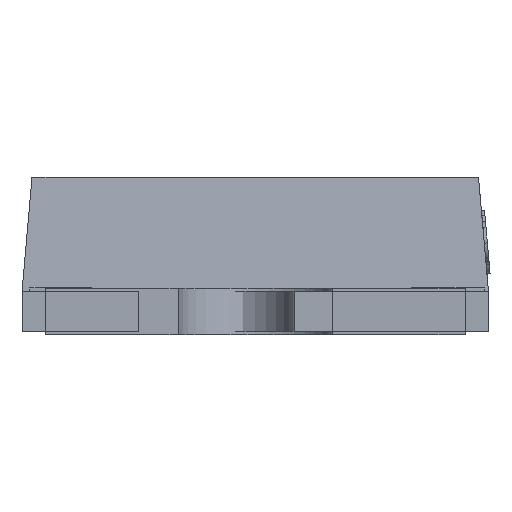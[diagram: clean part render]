
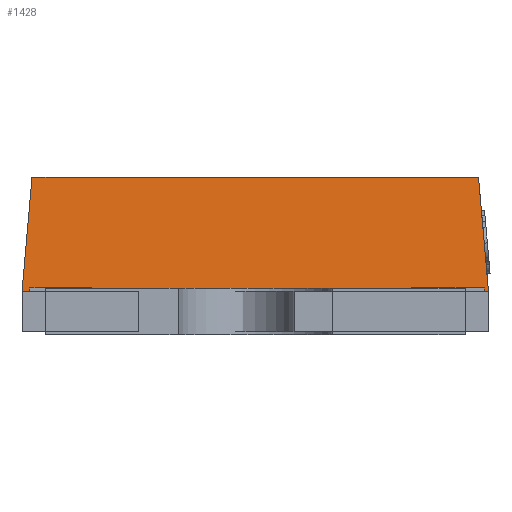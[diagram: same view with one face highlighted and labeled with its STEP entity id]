
A CAD part, left-side view. The second image highlights one B-rep face of the part: STEP entity #1428.
In plain terms, the highlighted planar face has unit normal (-0.996, 0, 0.087).
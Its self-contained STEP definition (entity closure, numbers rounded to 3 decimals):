
#422 = LINE ( 'NONE', #672, #14841 ) ;
#672 = CARTESIAN_POINT ( 'NONE',  ( -0.776, -0.75, 0.13 ) ) ;
#676 = EDGE_LOOP ( 'NONE', ( #4976, #5245, #7393, #15586 ) ) ;
#853 = CARTESIAN_POINT ( 'NONE',  ( -0.744, 0.75, 0.497 ) ) ;
#1428 = ADVANCED_FACE ( 'NONE', ( #9100 ), #8856, .T. ) ;
#1913 = VERTEX_POINT ( 'NONE', #11784 ) ;
#2013 = AXIS2_PLACEMENT_3D ( 'NONE', #6701, #6443, #11608 ) ;
#2145 = CARTESIAN_POINT ( 'NONE',  ( -0.776, 0.75, 0.13 ) ) ;
#2272 = EDGE_CURVE ( 'NONE', #10015, #1913, #422, .T. ) ;
#2643 = EDGE_CURVE ( 'NONE', #15139, #1913, #9102, .T. ) ;
#3368 = DIRECTION ( 'NONE',  ( 0., -1., 0. ) ) ;
#4330 = LINE ( 'NONE', #2145, #4630 ) ;
#4630 = VECTOR ( 'NONE', #14167, 1000. ) ;
#4976 = ORIENTED_EDGE ( 'NONE', *, *, #2643, .T. ) ;
#5245 = ORIENTED_EDGE ( 'NONE', *, *, #2272, .F. ) ;
#6443 = DIRECTION ( 'NONE',  ( -0.996, 0., 0.087 ) ) ;
#6538 = CARTESIAN_POINT ( 'NONE',  ( -0.776, 0.75, 0.13 ) ) ;
#6701 = CARTESIAN_POINT ( 'NONE',  ( -0.776, 0.75, 0.13 ) ) ;
#6703 = DIRECTION ( 'NONE',  ( 0., -1., 0. ) ) ;
#7312 = VECTOR ( 'NONE', #3368, 1000. ) ;
#7393 = ORIENTED_EDGE ( 'NONE', *, *, #14881, .F. ) ;
#7898 = DIRECTION ( 'NONE',  ( -0.087, -0.087, -0.992 ) ) ;
#8856 = PLANE ( 'NONE',  #2013 ) ;
#9100 = FACE_OUTER_BOUND ( 'NONE', #676, .T. ) ;
#9102 = LINE ( 'NONE', #6538, #10665 ) ;
#9385 = VERTEX_POINT ( 'NONE', #14230 ) ;
#9677 = LINE ( 'NONE', #853, #7312 ) ;
#10015 = VERTEX_POINT ( 'NONE', #15149 ) ;
#10665 = VECTOR ( 'NONE', #6703, 1000. ) ;
#11608 = DIRECTION ( 'NONE',  ( 0.087, 0., 0.996 ) ) ;
#11784 = CARTESIAN_POINT ( 'NONE',  ( -0.776, -0.75, 0.13 ) ) ;
#12131 = EDGE_CURVE ( 'NONE', #9385, #15139, #4330, .T. ) ;
#12949 = CARTESIAN_POINT ( 'NONE',  ( -0.776, 0.75, 0.13 ) ) ;
#14167 = DIRECTION ( 'NONE',  ( -0.087, 0.087, -0.992 ) ) ;
#14230 = CARTESIAN_POINT ( 'NONE',  ( -0.744, 0.718, 0.497 ) ) ;
#14841 = VECTOR ( 'NONE', #7898, 1000. ) ;
#14881 = EDGE_CURVE ( 'NONE', #9385, #10015, #9677, .T. ) ;
#15139 = VERTEX_POINT ( 'NONE', #12949 ) ;
#15149 = CARTESIAN_POINT ( 'NONE',  ( -0.744, -0.718, 0.497 ) ) ;
#15586 = ORIENTED_EDGE ( 'NONE', *, *, #12131, .T. ) ;
